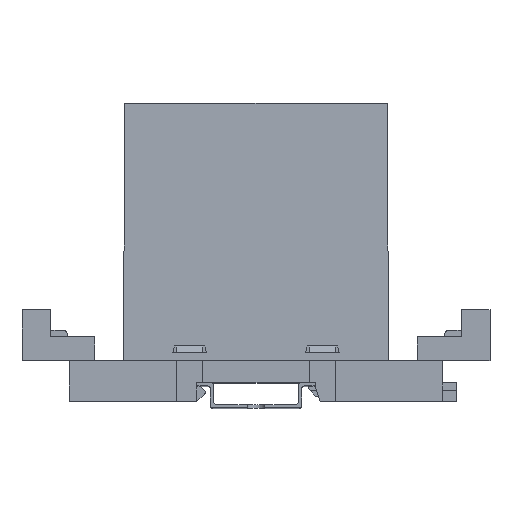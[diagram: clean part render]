
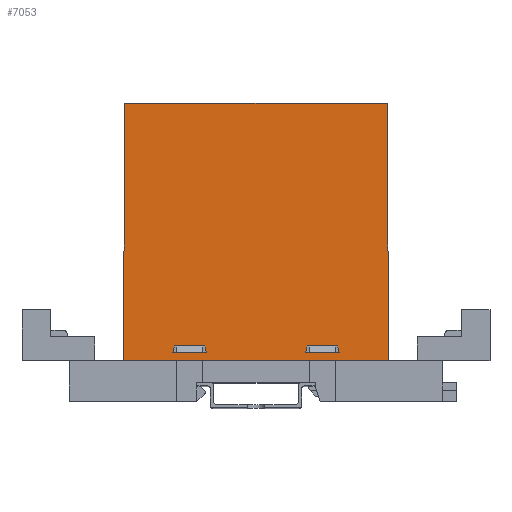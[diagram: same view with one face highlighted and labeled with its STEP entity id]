
A CAD part, top view. The second image highlights one B-rep face of the part: STEP entity #7053.
In plain terms, the highlighted planar face has unit normal (0, 0.007, 1).
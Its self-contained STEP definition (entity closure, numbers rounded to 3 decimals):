
#70 = DIRECTION ( 'NONE',  ( -0.007, 1., -0.007 ) ) ;
#361 = VERTEX_POINT ( 'NONE', #13721 ) ;
#398 = CARTESIAN_POINT ( 'NONE',  ( 13.875, 2.3, 29.985 ) ) ;
#464 = DIRECTION ( 'NONE',  ( 0.243, -0.97, 0.006 ) ) ;
#558 = ORIENTED_EDGE ( 'NONE', *, *, #1991, .T. ) ;
#1445 = CARTESIAN_POINT ( 'NONE',  ( 28.047, 58.989, 29.612 ) ) ;
#1520 = CARTESIAN_POINT ( 'NONE',  ( -24.875, 4.3, 29.972 ) ) ;
#1553 = ORIENTED_EDGE ( 'NONE', *, *, #7533, .F. ) ;
#1848 = FACE_OUTER_BOUND ( 'NONE', #27200, .T. ) ;
#1874 = CARTESIAN_POINT ( 'NONE',  ( -40., 4.3, 29.972 ) ) ;
#1991 = EDGE_CURVE ( 'NONE', #16125, #25960, #20663, .T. ) ;
#2399 = CARTESIAN_POINT ( 'NONE',  ( -25.375, 2.3, 29.985 ) ) ;
#2486 = VERTEX_POINT ( 'NONE', #24120 ) ;
#2938 = ORIENTED_EDGE ( 'NONE', *, *, #9705, .T. ) ;
#3085 = VECTOR ( 'NONE', #26842, 1000. ) ;
#3197 = CARTESIAN_POINT ( 'NONE',  ( -40., 0., 30. ) ) ;
#3244 = ORIENTED_EDGE ( 'NONE', *, *, #26046, .T. ) ;
#3602 = DIRECTION ( 'NONE',  ( -1., 0., 0. ) ) ;
#4023 = CARTESIAN_POINT ( 'NONE',  ( 23.375, 4.3, 29.972 ) ) ;
#4036 = ORIENTED_EDGE ( 'NONE', *, *, #9145, .T. ) ;
#4538 = FACE_BOUND ( 'NONE', #21802, .T. ) ;
#4569 = LINE ( 'NONE', #9952, #23037 ) ;
#4768 = LINE ( 'NONE', #1445, #23240 ) ;
#4916 = VERTEX_POINT ( 'NONE', #1520 ) ;
#4983 = EDGE_CURVE ( 'NONE', #27190, #19678, #22180, .T. ) ;
#5209 = VERTEX_POINT ( 'NONE', #398 ) ;
#6073 = LINE ( 'NONE', #11982, #3085 ) ;
#6395 = LINE ( 'NONE', #22191, #14314 ) ;
#6461 = ORIENTED_EDGE ( 'NONE', *, *, #22988, .T. ) ;
#7053 = ADVANCED_FACE ( 'NONE', ( #4538, #25359, #1848 ), #10833, .F. ) ;
#7533 = EDGE_CURVE ( 'NONE', #19469, #16621, #15072, .T. ) ;
#8309 = VECTOR ( 'NONE', #12453, 1000. ) ;
#9145 = EDGE_CURVE ( 'NONE', #5209, #361, #4768, .T. ) ;
#9413 = ORIENTED_EDGE ( 'NONE', *, *, #20457, .T. ) ;
#9552 = ORIENTED_EDGE ( 'NONE', *, *, #23342, .T. ) ;
#9705 = EDGE_CURVE ( 'NONE', #4916, #2486, #10024, .T. ) ;
#9884 = CARTESIAN_POINT ( 'NONE',  ( 38.5, 0., 30. ) ) ;
#9952 = CARTESIAN_POINT ( 'NONE',  ( -40., 2.3, 29.985 ) ) ;
#10024 = LINE ( 'NONE', #1874, #17288 ) ;
#10221 = EDGE_CURVE ( 'NONE', #19469, #11612, #15935, .T. ) ;
#10445 = VECTOR ( 'NONE', #24284, 1000. ) ;
#10833 = PLANE ( 'NONE',  #13078 ) ;
#11612 = VERTEX_POINT ( 'NONE', #11684 ) ;
#11684 = CARTESIAN_POINT ( 'NONE',  ( -40., 0., 30. ) ) ;
#11698 = CARTESIAN_POINT ( 'NONE',  ( -40., 2.3, 29.985 ) ) ;
#11982 = CARTESIAN_POINT ( 'NONE',  ( -40., 4.3, 29.972 ) ) ;
#12023 = CARTESIAN_POINT ( 'NONE',  ( -8.894, 68.224, 29.551 ) ) ;
#12119 = VECTOR ( 'NONE', #25433, 1000. ) ;
#12136 = DIRECTION ( 'NONE',  ( 0.243, 0.97, -0.006 ) ) ;
#12453 = DIRECTION ( 'NONE',  ( 0.243, -0.97, 0.006 ) ) ;
#12639 = DIRECTION ( 'NONE',  ( 0., -0.007, -1. ) ) ;
#12764 = ORIENTED_EDGE ( 'NONE', *, *, #25110, .T. ) ;
#13078 = AXIS2_PLACEMENT_3D ( 'NONE', #27453, #12639, #16803 ) ;
#13245 = CARTESIAN_POINT ( 'NONE',  ( 23.875, 2.3, 29.985 ) ) ;
#13721 = CARTESIAN_POINT ( 'NONE',  ( 14.375, 4.3, 29.972 ) ) ;
#14314 = VECTOR ( 'NONE', #464, 1000. ) ;
#14382 = CARTESIAN_POINT ( 'NONE',  ( 2.777, 86.694, 29.43 ) ) ;
#14870 = VECTOR ( 'NONE', #18011, 1000. ) ;
#15072 = LINE ( 'NONE', #21426, #12119 ) ;
#15842 = ORIENTED_EDGE ( 'NONE', *, *, #10221, .T. ) ;
#15935 = LINE ( 'NONE', #23000, #17263 ) ;
#16125 = VERTEX_POINT ( 'NONE', #25459 ) ;
#16621 = VERTEX_POINT ( 'NONE', #27367 ) ;
#16803 = DIRECTION ( 'NONE',  ( 0., 1., -0.007 ) ) ;
#17263 = VECTOR ( 'NONE', #22737, 1000. ) ;
#17288 = VECTOR ( 'NONE', #21015, 1000. ) ;
#18011 = DIRECTION ( 'NONE',  ( 0.243, 0.97, -0.006 ) ) ;
#18019 = LINE ( 'NONE', #3197, #10445 ) ;
#18509 = LINE ( 'NONE', #20992, #20802 ) ;
#19469 = VERTEX_POINT ( 'NONE', #27496 ) ;
#19527 = EDGE_CURVE ( 'NONE', #23489, #16621, #18509, .T. ) ;
#19678 = VERTEX_POINT ( 'NONE', #13245 ) ;
#19820 = LINE ( 'NONE', #12023, #14870 ) ;
#20457 = EDGE_CURVE ( 'NONE', #19678, #5209, #4569, .T. ) ;
#20663 = LINE ( 'NONE', #11698, #23990 ) ;
#20802 = VECTOR ( 'NONE', #70, 1000. ) ;
#20992 = CARTESIAN_POINT ( 'NONE',  ( 37.997, 76.513, 29.497 ) ) ;
#21015 = DIRECTION ( 'NONE',  ( 1., 0., 0. ) ) ;
#21426 = CARTESIAN_POINT ( 'NONE',  ( -40., 76., 29.5 ) ) ;
#21474 = ORIENTED_EDGE ( 'NONE', *, *, #19527, .T. ) ;
#21802 = EDGE_LOOP ( 'NONE', ( #558, #12764, #2938, #9552 ) ) ;
#22180 = LINE ( 'NONE', #14382, #8309 ) ;
#22191 = CARTESIAN_POINT ( 'NONE',  ( -34.165, 77.459, 29.49 ) ) ;
#22440 = EDGE_LOOP ( 'NONE', ( #9413, #4036, #6461, #25337 ) ) ;
#22559 = DIRECTION ( 'NONE',  ( -1., 0., 0. ) ) ;
#22737 = DIRECTION ( 'NONE',  ( -0.007, -1., 0.007 ) ) ;
#22988 = EDGE_CURVE ( 'NONE', #361, #27190, #6073, .T. ) ;
#23000 = CARTESIAN_POINT ( 'NONE',  ( -39.5, 75.997, 29.5 ) ) ;
#23037 = VECTOR ( 'NONE', #3602, 1000. ) ;
#23240 = VECTOR ( 'NONE', #12136, 1000. ) ;
#23342 = EDGE_CURVE ( 'NONE', #2486, #16125, #6395, .T. ) ;
#23489 = VERTEX_POINT ( 'NONE', #9884 ) ;
#23990 = VECTOR ( 'NONE', #22559, 1000. ) ;
#24120 = CARTESIAN_POINT ( 'NONE',  ( -15.875, 4.3, 29.972 ) ) ;
#24284 = DIRECTION ( 'NONE',  ( 1., 0., 0. ) ) ;
#25110 = EDGE_CURVE ( 'NONE', #25960, #4916, #19820, .T. ) ;
#25337 = ORIENTED_EDGE ( 'NONE', *, *, #4983, .T. ) ;
#25359 = FACE_BOUND ( 'NONE', #22440, .T. ) ;
#25433 = DIRECTION ( 'NONE',  ( 1., 0., 0. ) ) ;
#25459 = CARTESIAN_POINT ( 'NONE',  ( -15.375, 2.3, 29.985 ) ) ;
#25960 = VERTEX_POINT ( 'NONE', #2399 ) ;
#26046 = EDGE_CURVE ( 'NONE', #11612, #23489, #18019, .T. ) ;
#26842 = DIRECTION ( 'NONE',  ( 1., 0., 0. ) ) ;
#27190 = VERTEX_POINT ( 'NONE', #4023 ) ;
#27200 = EDGE_LOOP ( 'NONE', ( #3244, #21474, #1553, #15842 ) ) ;
#27367 = CARTESIAN_POINT ( 'NONE',  ( 38., 76., 29.5 ) ) ;
#27453 = CARTESIAN_POINT ( 'NONE',  ( -40., 76., 29.5 ) ) ;
#27496 = CARTESIAN_POINT ( 'NONE',  ( -39.5, 76., 29.5 ) ) ;
